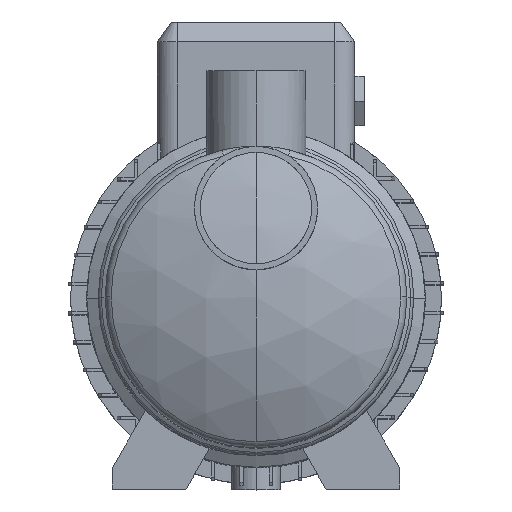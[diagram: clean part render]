
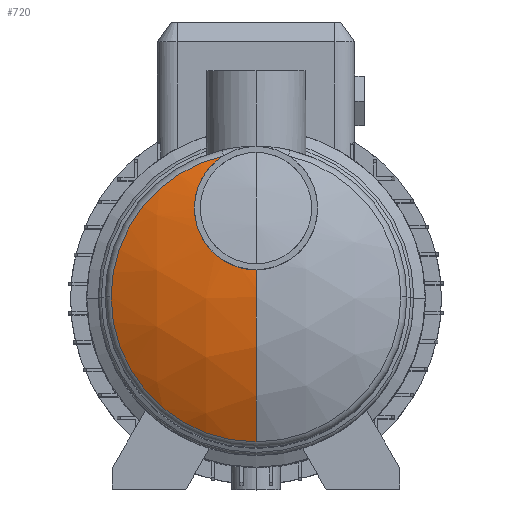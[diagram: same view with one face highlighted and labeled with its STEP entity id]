
A CAD part, top view. The second image highlights one B-rep face of the part: STEP entity #720.
In plain terms, the highlighted spherical face has radius 150 mm.
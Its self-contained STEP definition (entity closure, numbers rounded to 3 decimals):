
#48 = CARTESIAN_POINT ( 'NONE',  ( -25.621, 27.079, 174.797 ) ) ;
#166 = EDGE_CURVE ( 'NONE', #868, #7963, #11165, .T. ) ;
#225 = CIRCLE ( 'NONE', #6680, 73.438 ) ;
#579 = CARTESIAN_POINT ( 'NONE',  ( -26.718, 61.222, 163.808 ) ) ;
#684 = CARTESIAN_POINT ( 'NONE',  ( -10.279, 15.416, 178.366 ) ) ;
#693 = CARTESIAN_POINT ( 'NONE',  ( -24.456, 64.5, 162.705 ) ) ;
#720 = ADVANCED_FACE ( 'NONE', ( #10518 ), #1035, .T. ) ;
#868 = VERTEX_POINT ( 'NONE', #2712 ) ;
#1017 = CARTESIAN_POINT ( 'NONE',  ( -18.691, 70.081, 160.806 ) ) ;
#1035 = SPHERICAL_SURFACE ( 'NONE', #3763, 150. ) ;
#1429 = CARTESIAN_POINT ( 'NONE',  ( -30.867, 40.022, 170.732 ) ) ;
#1483 = CARTESIAN_POINT ( 'NONE',  ( -31.012, 41.022, 170.413 ) ) ;
#1556 = CARTESIAN_POINT ( 'NONE',  ( -29.537, 55.287, 165.782 ) ) ;
#1599 = CARTESIAN_POINT ( 'NONE',  ( -28.606, 32.379, 173.147 ) ) ;
#1652 = CARTESIAN_POINT ( 'NONE',  ( -4.165, 14.024, 178.786 ) ) ;
#1663 = CARTESIAN_POINT ( 'NONE',  ( -30.822, 50.193, 167.453 ) ) ;
#1783 = CARTESIAN_POINT ( 'NONE',  ( 0., 13.75, 178.868 ) ) ;
#1797 = CARTESIAN_POINT ( 'NONE',  ( 0., 0., 179.5 ) ) ;
#1982 = CARTESIAN_POINT ( 'NONE',  ( -20.776, 68.353, 161.396 ) ) ;
#2413 = CARTESIAN_POINT ( 'NONE',  ( -31.169, 47.602, 168.296 ) ) ;
#2421 = AXIS2_PLACEMENT_3D ( 'NONE', #6565, #6448, #9976 ) ;
#2464 = CARTESIAN_POINT ( 'NONE',  ( -1.042, 13.75, 178.868 ) ) ;
#2515 = DIRECTION ( 'NONE',  ( 0., 1., 0. ) ) ;
#2646 = CARTESIAN_POINT ( 'NONE',  ( -27.234, 29.666, 173.994 ) ) ;
#2708 = CARTESIAN_POINT ( 'NONE',  ( -13.141, 16.629, 177.999 ) ) ;
#2712 = CARTESIAN_POINT ( 'NONE',  ( 0., -73.437, 160.293 ) ) ;
#2716 = EDGE_LOOP ( 'NONE', ( #4693, #11091, #7640, #5901, #11264, #3653 ) ) ;
#3415 = CARTESIAN_POINT ( 'NONE',  ( -25.629, 62.893, 163.246 ) ) ;
#3474 = EDGE_CURVE ( 'NONE', #8798, #9128, #11121, .T. ) ;
#3612 = CARTESIAN_POINT ( 'NONE',  ( -16.446, 71.572, 160.293 ) ) ;
#3653 = ORIENTED_EDGE ( 'NONE', *, *, #5839, .T. ) ;
#3688 = DIRECTION ( 'NONE',  ( -1., 0., 0. ) ) ;
#3763 = AXIS2_PLACEMENT_3D ( 'NONE', #7912, #8903, #2515 ) ;
#4336 = CARTESIAN_POINT ( 'NONE',  ( -20.91, 21.686, 176.459 ) ) ;
#4348 = CARTESIAN_POINT ( 'NONE',  ( -30.924, 49.546, 167.664 ) ) ;
#4544 = CARTESIAN_POINT ( 'NONE',  ( -20.265, 68.798, 161.245 ) ) ;
#4618 = CARTESIAN_POINT ( 'NONE',  ( 0., 0., 160.293 ) ) ;
#4656 = DIRECTION ( 'NONE',  ( 0., 0., 1. ) ) ;
#4693 = ORIENTED_EDGE ( 'NONE', *, *, #7717, .T. ) ;
#4716 = B_SPLINE_CURVE_WITH_KNOTS ( 'NONE', 3,
 ( #5405, #8950, #1017, #4544, #1982, #9488, #11352, #8568, #693, #3415, #7006, #579, #6827, #8682, #5031, #1556, #8752, #6777, #10301, #1663, #4348, #2413, #9427, #11286 ),
 .UNSPECIFIED., .F., .F.,
 ( 4, 2, 2, 2, 2, 2, 2, 2, 2, 2, 2, 4 ),
 ( 0.144, 0.148, 0.15, 0.152, 0.156, 0.158, 0.16, 0.164, 0.168, 0.17, 0.173, 0.177 ),
 .UNSPECIFIED. ) ;
#4887 = CIRCLE ( 'NONE', #7113, 73.438 ) ;
#5031 = CARTESIAN_POINT ( 'NONE',  ( -28.574, 57.721, 164.976 ) ) ;
#5133 = CARTESIAN_POINT ( 'NONE',  ( -27.48, 30.112, 173.855 ) ) ;
#5360 = VERTEX_POINT ( 'NONE', #7091 ) ;
#5405 = CARTESIAN_POINT ( 'NONE',  ( -16.446, 71.572, 160.293 ) ) ;
#5754 = DIRECTION ( 'NONE',  ( 0., -1., 0. ) ) ;
#5833 = CARTESIAN_POINT ( 'NONE',  ( -31.25, 45., 169.137 ) ) ;
#5839 = EDGE_CURVE ( 'NONE', #6549, #5360, #4887, .T. ) ;
#5901 = ORIENTED_EDGE ( 'NONE', *, *, #3474, .F. ) ;
#5945 = CARTESIAN_POINT ( 'NONE',  ( -30.295, 37.076, 171.669 ) ) ;
#6121 = CARTESIAN_POINT ( 'NONE',  ( -25.025, 26.255, 175.053 ) ) ;
#6448 = DIRECTION ( 'NONE',  ( 1., 0., 0. ) ) ;
#6549 = VERTEX_POINT ( 'NONE', #3612 ) ;
#6565 = CARTESIAN_POINT ( 'NONE',  ( 0., 0., 29.5 ) ) ;
#6611 = CARTESIAN_POINT ( 'NONE',  ( 0., 0., 160.293 ) ) ;
#6648 = EDGE_CURVE ( 'NONE', #6549, #8798, #4716, .T. ) ;
#6680 = AXIS2_PLACEMENT_3D ( 'NONE', #6611, #4656, #11023 ) ;
#6777 = CARTESIAN_POINT ( 'NONE',  ( -30.432, 52.132, 166.819 ) ) ;
#6827 = CARTESIAN_POINT ( 'NONE',  ( -27.058, 60.648, 164. ) ) ;
#6879 = CARTESIAN_POINT ( 'NONE',  ( -28.184, 31.464, 173.433 ) ) ;
#6913 = CARTESIAN_POINT ( 'NONE',  ( 0., 13.75, 178.868 ) ) ;
#6942 = CARTESIAN_POINT ( 'NONE',  ( -8.298, 14.799, 178.552 ) ) ;
#7006 = CARTESIAN_POINT ( 'NONE',  ( -26.003, 62.345, 163.431 ) ) ;
#7091 = CARTESIAN_POINT ( 'NONE',  ( -73.438, 0., 160.293 ) ) ;
#7113 = AXIS2_PLACEMENT_3D ( 'NONE', #4618, #9141, #3688 ) ;
#7119 = CARTESIAN_POINT ( 'NONE',  ( -26.721, 28.788, 174.267 ) ) ;
#7640 = ORIENTED_EDGE ( 'NONE', *, *, #9010, .F. ) ;
#7717 = EDGE_CURVE ( 'NONE', #5360, #868, #225, .T. ) ;
#7741 = CARTESIAN_POINT ( 'NONE',  ( -23.062, 23.887, 175.783 ) ) ;
#7905 = CARTESIAN_POINT ( 'NONE',  ( -31.25, 45., 169.137 ) ) ;
#7912 = CARTESIAN_POINT ( 'NONE',  ( 0., 0., 29.5 ) ) ;
#7919 = CARTESIAN_POINT ( 'NONE',  ( -26.454, 28.356, 174.401 ) ) ;
#7963 = VERTEX_POINT ( 'NONE', #1797 ) ;
#8143 = DIRECTION ( 'NONE',  ( -1., 0., 0. ) ) ;
#8215 = AXIS2_PLACEMENT_3D ( 'NONE', #10923, #8143, #5754 ) ;
#8568 = CARTESIAN_POINT ( 'NONE',  ( -23.607, 65.519, 162.36 ) ) ;
#8618 = CARTESIAN_POINT ( 'NONE',  ( -19.344, 20.371, 176.861 ) ) ;
#8672 = CARTESIAN_POINT ( 'NONE',  ( -5.206, 14.182, 178.738 ) ) ;
#8682 = CARTESIAN_POINT ( 'NONE',  ( -28.015, 58.909, 164.581 ) ) ;
#8752 = CARTESIAN_POINT ( 'NONE',  ( -29.942, 54.043, 166.192 ) ) ;
#8798 = VERTEX_POINT ( 'NONE', #7905 ) ;
#8805 = CARTESIAN_POINT ( 'NONE',  ( -5.726, 14.275, 178.71 ) ) ;
#8855 = CARTESIAN_POINT ( 'NONE',  ( -3.645, 13.959, 178.806 ) ) ;
#8903 = DIRECTION ( 'NONE',  ( -1., 0., 0. ) ) ;
#8950 = CARTESIAN_POINT ( 'NONE',  ( -17.593, 70.863, 160.538 ) ) ;
#9010 = EDGE_CURVE ( 'NONE', #9128, #7963, #10773, .T. ) ;
#9128 = VERTEX_POINT ( 'NONE', #6913 ) ;
#9141 = DIRECTION ( 'NONE',  ( 0., 0., 1. ) ) ;
#9365 = CARTESIAN_POINT ( 'NONE',  ( -31.203, 43.014, 169.776 ) ) ;
#9427 = CARTESIAN_POINT ( 'NONE',  ( -31.25, 46.303, 168.717 ) ) ;
#9488 = CARTESIAN_POINT ( 'NONE',  ( -21.76, 67.44, 161.708 ) ) ;
#9590 = CARTESIAN_POINT ( 'NONE',  ( -16.795, 18.627, 177.392 ) ) ;
#9976 = DIRECTION ( 'NONE',  ( 0., 0., -1. ) ) ;
#10290 = CARTESIAN_POINT ( 'NONE',  ( -31.25, 44.008, 169.456 ) ) ;
#10301 = CARTESIAN_POINT ( 'NONE',  ( -30.577, 51.486, 167.031 ) ) ;
#10407 = CARTESIAN_POINT ( 'NONE',  ( -2.083, 13.802, 178.853 ) ) ;
#10470 = CARTESIAN_POINT ( 'NONE',  ( -29.73, 35.165, 172.272 ) ) ;
#10518 = FACE_OUTER_BOUND ( 'NONE', #2716, .T. ) ;
#10524 = CARTESIAN_POINT ( 'NONE',  ( -23.747, 24.661, 175.545 ) ) ;
#10654 = CARTESIAN_POINT ( 'NONE',  ( -15.911, 18.084, 177.557 ) ) ;
#10773 = CIRCLE ( 'NONE', #2421, 150. ) ;
#10923 = CARTESIAN_POINT ( 'NONE',  ( 0., 0., 29.5 ) ) ;
#11023 = DIRECTION ( 'NONE',  ( -1., 0., 0. ) ) ;
#11091 = ORIENTED_EDGE ( 'NONE', *, *, #166, .T. ) ;
#11121 = B_SPLINE_CURVE_WITH_KNOTS ( 'NONE', 3,
 ( #5833, #10290, #9365, #1483, #1429, #5945, #10470, #1599, #6879, #5133, #2646, #7119, #7919, #48, #6121, #10524, #7741, #4336, #8618, #9590, #10654, #11450, #2708, #684, #6942, #8805, #8672, #1652, #8855, #10407, #2464, #1783 ),
 .UNSPECIFIED., .F., .F.,
 ( 4, 2, 2, 2, 2, 2, 2, 2, 2, 2, 2, 2, 2, 2, 2, 4 ),
 ( 0.177, 0.18, 0.183, 0.189, 0.192, 0.194, 0.195, 0.199, 0.202, 0.208, 0.211, 0.214, 0.22, 0.222, 0.224, 0.227 ),
 .UNSPECIFIED. ) ;
#11165 = CIRCLE ( 'NONE', #8215, 150. ) ;
#11264 = ORIENTED_EDGE ( 'NONE', *, *, #6648, .F. ) ;
#11286 = CARTESIAN_POINT ( 'NONE',  ( -31.25, 45., 169.137 ) ) ;
#11352 = CARTESIAN_POINT ( 'NONE',  ( -22.234, 66.969, 161.868 ) ) ;
#11450 = CARTESIAN_POINT ( 'NONE',  ( -14.077, 17.081, 177.862 ) ) ;
